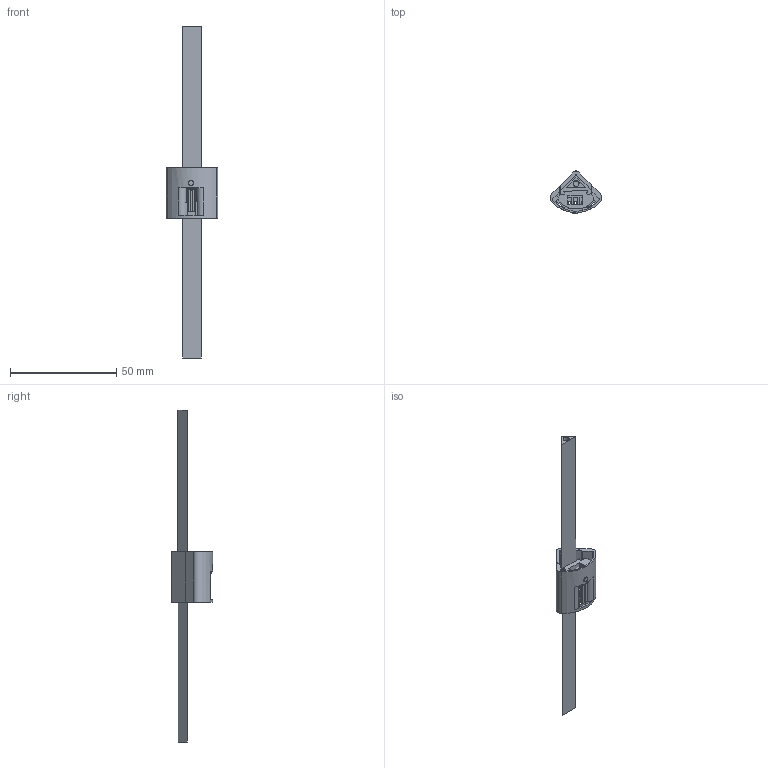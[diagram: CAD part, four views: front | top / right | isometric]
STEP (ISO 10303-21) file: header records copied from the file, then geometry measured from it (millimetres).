
FILE_DESCRIPTION(/* description */ (''),/* implementation_level */ '2;1');
FILE_NAME(/* name */ 'led strip connector male.step',/* time_stamp */ '2021-07-28T18:00:18+02:00',/* author */ (''),/* organization */ (''),/* preprocessor_version */ 'ST-DEVELOPER v18.1',/* originating_system */ 'Autodesk Translation Framework v10.9.0.1377',/* authorisation */ '');
FILE_SCHEMA (('AUTOMOTIVE_DESIGN { 1 0 10303 214 3 1 1 }'));
Length unit declared in the file: millimetre
Products named in the file (6): led strip connector male; male connector; part a; part b; 3 pin connector male; male
Assembly tree (5 placements, depth 3):
  led strip connector male
    male connector
      part a
      part b
    3 pin connector male
      male
Bounding box: 24.4 x 19.78 x 156.4 mm (x, y, z)
Volume: 6719.2 mm3; surface area: 10252.7 mm2
Topology: 3 solids, 3 shells, 241 faces, 693 edges, 455 vertices
Faces by surface type: plane 207, cylinder 30, bspline 4
Full cylindrical faces by diameter (mm): 2.4 x1, 2.84 x1
Entity records: 8027 total; most frequent: CARTESIAN_POINT 1468, ORIENTED_EDGE 1386, DIRECTION 1258, EDGE_CURVE 693, LINE 622, VECTOR 622, VERTEX_POINT 455, AXIS2_PLACEMENT_3D 318
